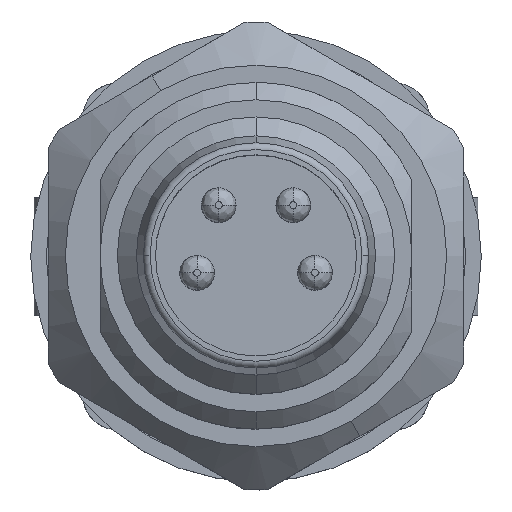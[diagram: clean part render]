
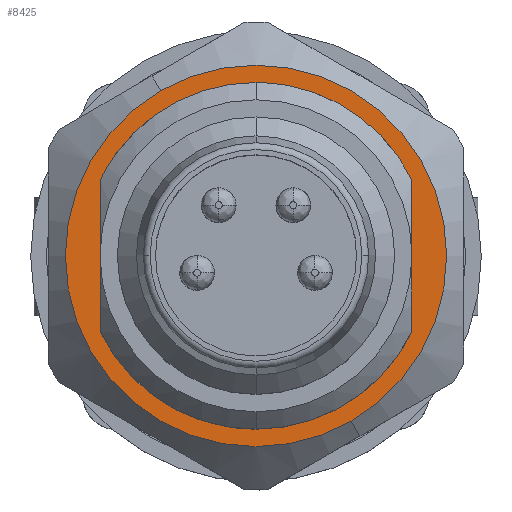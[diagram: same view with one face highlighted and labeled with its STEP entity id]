
A CAD part, top view. The second image highlights one B-rep face of the part: STEP entity #8425.
In plain terms, the highlighted planar face has unit normal (0, 0, 1).
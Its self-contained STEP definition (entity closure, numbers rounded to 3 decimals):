
#8282=AXIS2_PLACEMENT_3D('Circle Axis2P3D',#8280,#8281,$) ;
#8313=AXIS2_PLACEMENT_3D('Circle Axis2P3D',#8311,#8312,$) ;
#8333=AXIS2_PLACEMENT_3D('Plane Axis2P3D',#8330,#8331,#8332) ;
#8277=CARTESIAN_POINT('Vertex',(3.75,11.513,16.15)) ;
#8280=CARTESIAN_POINT('Axis2P3D Location',(6.5,6.75,16.15)) ;
#8284=CARTESIAN_POINT('Vertex',(9.25,1.987,16.15)) ;
#8311=CARTESIAN_POINT('Axis2P3D Location',(6.5,6.75,16.15)) ;
#8330=CARTESIAN_POINT('Axis2P3D Location',(6.5,6.75,16.15)) ;
#8339=CARTESIAN_POINT('Line Origine',(11.,6.75,16.15)) ;
#8343=CARTESIAN_POINT('Vertex',(11.,4.571,16.15)) ;
#8345=CARTESIAN_POINT('Vertex',(11.,8.929,16.15)) ;
#8349=CARTESIAN_POINT('Control Point',(6.5,1.75,16.15)) ;
#8350=CARTESIAN_POINT('Control Point',(7.023,1.75,16.15)) ;
#8351=CARTESIAN_POINT('Control Point',(7.547,1.818,16.15)) ;
#8352=CARTESIAN_POINT('Control Point',(8.058,1.955,16.15)) ;
#8353=CARTESIAN_POINT('Control Point',(9.056,2.369,16.15)) ;
#8354=CARTESIAN_POINT('Control Point',(9.91,3.032,16.15)) ;
#8355=CARTESIAN_POINT('Control Point',(10.298,3.429,16.15)) ;
#8356=CARTESIAN_POINT('Control Point',(10.655,3.913,16.15)) ;
#8357=CARTESIAN_POINT('Control Point',(10.935,4.44,16.15)) ;
#8358=CARTESIAN_POINT('Control Point',(10.957,4.483,16.15)) ;
#8359=CARTESIAN_POINT('Control Point',(10.979,4.527,16.15)) ;
#8360=CARTESIAN_POINT('Control Point',(11.,4.571,16.15)) ;
#8361=CARTESIAN_POINT('Vertex',(6.5,1.75,16.15)) ;
#8365=CARTESIAN_POINT('Control Point',(2.,4.571,16.15)) ;
#8366=CARTESIAN_POINT('Control Point',(2.239,4.078,16.15)) ;
#8367=CARTESIAN_POINT('Control Point',(2.545,3.617,16.15)) ;
#8368=CARTESIAN_POINT('Control Point',(2.913,3.202,16.15)) ;
#8369=CARTESIAN_POINT('Control Point',(3.753,2.483,16.15)) ;
#8370=CARTESIAN_POINT('Control Point',(4.755,2.016,16.15)) ;
#8371=CARTESIAN_POINT('Control Point',(5.285,1.853,16.15)) ;
#8372=CARTESIAN_POINT('Control Point',(5.855,1.761,16.15)) ;
#8373=CARTESIAN_POINT('Control Point',(6.427,1.75,16.15)) ;
#8374=CARTESIAN_POINT('Control Point',(6.451,1.75,16.15)) ;
#8375=CARTESIAN_POINT('Control Point',(6.476,1.75,16.15)) ;
#8376=CARTESIAN_POINT('Control Point',(6.5,1.75,16.15)) ;
#8377=CARTESIAN_POINT('Vertex',(2.,4.571,16.15)) ;
#8380=CARTESIAN_POINT('Line Origine',(2.,6.75,16.15)) ;
#8384=CARTESIAN_POINT('Vertex',(2.,8.929,16.15)) ;
#8388=CARTESIAN_POINT('Control Point',(6.5,11.75,16.15)) ;
#8389=CARTESIAN_POINT('Control Point',(5.977,11.75,16.15)) ;
#8390=CARTESIAN_POINT('Control Point',(5.453,11.682,16.15)) ;
#8391=CARTESIAN_POINT('Control Point',(4.942,11.545,16.15)) ;
#8392=CARTESIAN_POINT('Control Point',(3.944,11.131,16.15)) ;
#8393=CARTESIAN_POINT('Control Point',(3.09,10.468,16.15)) ;
#8394=CARTESIAN_POINT('Control Point',(2.702,10.071,16.15)) ;
#8395=CARTESIAN_POINT('Control Point',(2.345,9.587,16.15)) ;
#8396=CARTESIAN_POINT('Control Point',(2.065,9.06,16.15)) ;
#8397=CARTESIAN_POINT('Control Point',(2.043,9.017,16.15)) ;
#8398=CARTESIAN_POINT('Control Point',(2.021,8.973,16.15)) ;
#8399=CARTESIAN_POINT('Control Point',(2.,8.929,16.15)) ;
#8400=CARTESIAN_POINT('Vertex',(6.5,11.75,16.15)) ;
#8404=CARTESIAN_POINT('Control Point',(11.,8.929,16.15)) ;
#8405=CARTESIAN_POINT('Control Point',(10.761,9.422,16.15)) ;
#8406=CARTESIAN_POINT('Control Point',(10.455,9.883,16.15)) ;
#8407=CARTESIAN_POINT('Control Point',(10.087,10.298,16.15)) ;
#8408=CARTESIAN_POINT('Control Point',(9.247,11.017,16.15)) ;
#8409=CARTESIAN_POINT('Control Point',(8.245,11.484,16.15)) ;
#8410=CARTESIAN_POINT('Control Point',(7.715,11.647,16.15)) ;
#8411=CARTESIAN_POINT('Control Point',(7.145,11.739,16.15)) ;
#8412=CARTESIAN_POINT('Control Point',(6.573,11.75,16.15)) ;
#8413=CARTESIAN_POINT('Control Point',(6.549,11.75,16.15)) ;
#8414=CARTESIAN_POINT('Control Point',(6.524,11.75,16.15)) ;
#8415=CARTESIAN_POINT('Control Point',(6.5,11.75,16.15)) ;
#8281=DIRECTION('Axis2P3D Direction',(0.,0.,-1.)) ;
#8312=DIRECTION('Axis2P3D Direction',(0.,0.,-1.)) ;
#8331=DIRECTION('Axis2P3D Direction',(0.,0.,-1.)) ;
#8332=DIRECTION('Axis2P3D XDirection',(0.866,0.5,0.)) ;
#8340=DIRECTION('Vector Direction',(0.,1.,0.)) ;
#8381=DIRECTION('Vector Direction',(0.,-1.,0.)) ;
#8341=VECTOR('Line Direction',#8340,1.) ;
#8382=VECTOR('Line Direction',#8381,1.) ;
#8336=ORIENTED_EDGE('',*,*,#8286,.T.) ;
#8337=ORIENTED_EDGE('',*,*,#8315,.T.) ;
#8418=ORIENTED_EDGE('',*,*,#8347,.F.) ;
#8419=ORIENTED_EDGE('',*,*,#8363,.F.) ;
#8420=ORIENTED_EDGE('',*,*,#8379,.F.) ;
#8421=ORIENTED_EDGE('',*,*,#8386,.F.) ;
#8422=ORIENTED_EDGE('',*,*,#8402,.F.) ;
#8423=ORIENTED_EDGE('',*,*,#8416,.F.) ;
#8424=FACE_BOUND('',#8417,.T.) ;
#8425=ADVANCED_FACE('V1',(#8338,#8424),#8334,.F.) ;
#8348=B_SPLINE_CURVE_WITH_KNOTS('',5,(#8349,#8350,#8351,#8352,#8353,#8354,#8355,#8356,#8357,#8358,#8359,#8360),.UNSPECIFIED.,.F.,.U.,(6,3,3,6),(7.918,11.619,15.492,15.836),.UNSPECIFIED.) ;
#8364=B_SPLINE_CURVE_WITH_KNOTS('',5,(#8365,#8366,#8367,#8368,#8369,#8370,#8371,#8372,#8373,#8374,#8375,#8376),.UNSPECIFIED.,.F.,.U.,(6,3,3,6),(0.,3.873,7.746,7.918),.UNSPECIFIED.) ;
#8387=B_SPLINE_CURVE_WITH_KNOTS('',5,(#8388,#8389,#8390,#8391,#8392,#8393,#8394,#8395,#8396,#8397,#8398,#8399),.UNSPECIFIED.,.F.,.U.,(6,3,3,6),(7.918,11.619,15.492,15.836),.UNSPECIFIED.) ;
#8403=B_SPLINE_CURVE_WITH_KNOTS('',5,(#8404,#8405,#8406,#8407,#8408,#8409,#8410,#8411,#8412,#8413,#8414,#8415),.UNSPECIFIED.,.F.,.U.,(6,3,3,6),(0.,3.873,7.746,7.918),.UNSPECIFIED.) ;
#8283=CIRCLE('generated circle',#8282,5.5) ;
#8314=CIRCLE('generated circle',#8313,5.5) ;
#8286=EDGE_CURVE('',#8285,#8278,#8283,.F.) ;
#8315=EDGE_CURVE('',#8278,#8285,#8314,.F.) ;
#8347=EDGE_CURVE('',#8344,#8346,#8342,.T.) ;
#8363=EDGE_CURVE('',#8362,#8344,#8348,.T.) ;
#8379=EDGE_CURVE('',#8378,#8362,#8364,.T.) ;
#8386=EDGE_CURVE('',#8385,#8378,#8383,.T.) ;
#8402=EDGE_CURVE('',#8401,#8385,#8387,.T.) ;
#8416=EDGE_CURVE('',#8346,#8401,#8403,.T.) ;
#8335=EDGE_LOOP('',(#8336,#8337)) ;
#8417=EDGE_LOOP('',(#8418,#8419,#8420,#8421,#8422,#8423)) ;
#8338=FACE_OUTER_BOUND('',#8335,.T.) ;
#8342=LINE('Line',#8339,#8341) ;
#8383=LINE('Line',#8380,#8382) ;
#8334=PLANE('',#8333) ;
#8278=VERTEX_POINT('',#8277) ;
#8285=VERTEX_POINT('',#8284) ;
#8344=VERTEX_POINT('',#8343) ;
#8346=VERTEX_POINT('',#8345) ;
#8362=VERTEX_POINT('',#8361) ;
#8378=VERTEX_POINT('',#8377) ;
#8385=VERTEX_POINT('',#8384) ;
#8401=VERTEX_POINT('',#8400) ;
